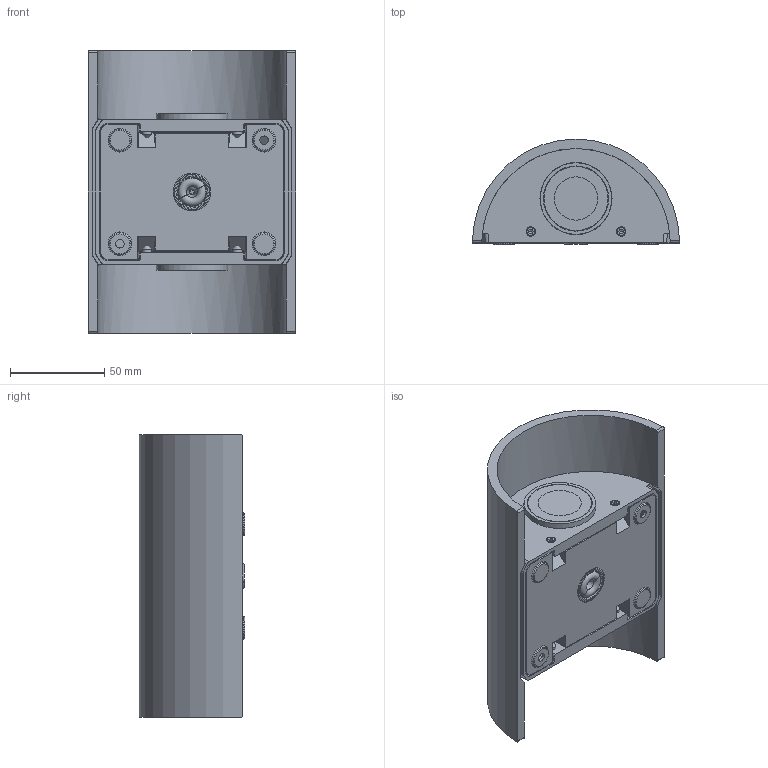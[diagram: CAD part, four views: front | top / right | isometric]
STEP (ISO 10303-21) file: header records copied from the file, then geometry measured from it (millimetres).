
FILE_DESCRIPTION(('CATIA V5 STEP Exchange'),'2;1');
FILE_NAME('GW-6805.stp','2025-12-17T10:09:52+00:00',('none'),('none'),'CATIA Version 5-6 Release 2018','CATIA V5 STEP AP203','none');
FILE_SCHEMA(('CONFIG_CONTROL_DESIGN'));
Length unit declared in the file: millimetre
Products named in the file (1): GW-6805-2025
Assembly tree (13 placements, depth 2):
  GW-6805-2025
    #57
    #19276  x2
    #20284  x2
    #22143  x2
    #22399  x4
    #23085
    #24037
Bounding box: 110 x 56 x 150 mm (x, y, z)
Volume: 213124.4 mm3; surface area: 116050 mm2
Topology: 19 solids, 19 shells, 875 faces, 2318 edges, 1518 vertices
Faces by surface type: plane 385, cylinder 238, cone 128, bspline 66, torus 42, extrusion 16
Entity records: 24956 total; most frequent: CARTESIAN_POINT 8553, ORIENTED_EDGE 3804, DIRECTION 2505, EDGE_CURVE 1902, VERTEX_POINT 1252, AXIS2_PLACEMENT_3D 1076, VECTOR 890, LINE 874
